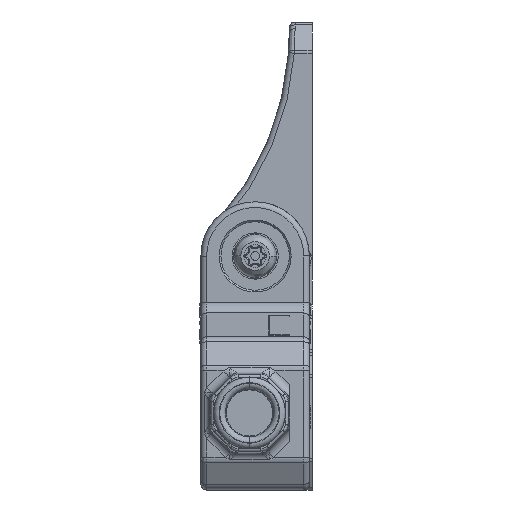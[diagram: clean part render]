
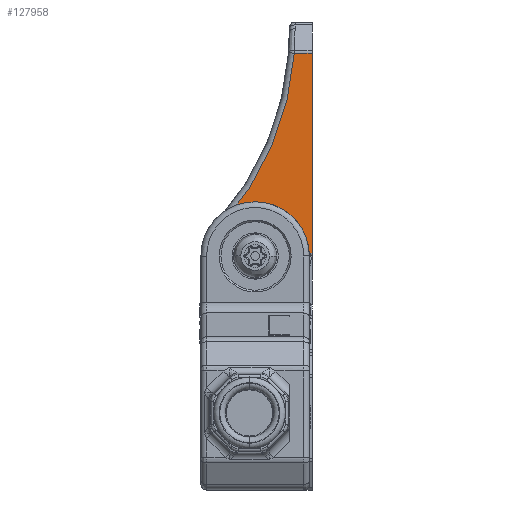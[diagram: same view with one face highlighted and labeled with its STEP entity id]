
A CAD part, left-side view. The second image highlights one B-rep face of the part: STEP entity #127958.
In plain terms, the highlighted planar face has unit normal (-1, 0, 0).
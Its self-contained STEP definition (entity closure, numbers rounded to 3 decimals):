
#123725=CARTESIAN_POINT('',(-31.5,-7.96,
-0.8));
#123726=CARTESIAN_POINT('',(-31.5,-7.985,
-0.76));
#123727=CARTESIAN_POINT('',(-31.5,-8.039,
-0.675));
#123728=CARTESIAN_POINT('',(-31.5,-8.124,
-0.543));
#123729=CARTESIAN_POINT('',(-31.5,-8.223,
-0.397));
#123730=CARTESIAN_POINT('',(-31.5,-8.341,
-0.239));
#123731=CARTESIAN_POINT('',(-31.5,-8.487,
-0.067));
#123732=CARTESIAN_POINT('',(-31.5,-8.673,
0.112));
#123733=CARTESIAN_POINT('',(-31.5,-8.913,
0.288));
#123734=CARTESIAN_POINT('',(-31.5,-9.22,
0.434));
#123735=CARTESIAN_POINT('',(-31.5,-9.495,
0.493));
#123736=CARTESIAN_POINT('',(-31.5,-9.658,
0.5));
#123737=CARTESIAN_POINT('',(-31.5,-9.696,
0.5));
#123739=CARTESIAN_POINT('',(-31.5,0.,0.));
#123740=DIRECTION('',(1.,0.,0.));
#123741=DIRECTION('',(0.,0.,1.));
#123742=AXIS2_PLACEMENT_3D('',#123739,#123740,#123741);
#123744=CARTESIAN_POINT('',(-31.5,0.,0.));
#123745=DIRECTION('',(-1.,0.,0.));
#123746=DIRECTION('',(0.,0.,1.));
#123747=AXIS2_PLACEMENT_3D('',#123744,#123745,#123746);
#123749=CARTESIAN_POINT('',(-31.5,44.,39.306));
#123750=DIRECTION('',(1.,0.,0.));
#123751=DIRECTION('',(0.,-0.997,-0.074));
#123752=AXIS2_PLACEMENT_3D('',#123749,#123750,#123751);
#123754=DIRECTION('',(0.,0.,-1.));
#123755=VECTOR('',#123754,35.036);
#123756=CARTESIAN_POINT('',(-31.5,-10.,35.536));
#123757=LINE('',#123756,#123755);
#123888=DIRECTION('',(0.,-1.,
0.));
#123889=VECTOR('',#123888,3.14);
#123890=CARTESIAN_POINT('',(-31.5,-6.86,
35.536));
#123891=LINE('',#123890,#123889);
#125805=DIRECTION('',(0.,1.,0.));
#125806=VECTOR('',#125805,0.304);
#125807=CARTESIAN_POINT('',(-31.5,-10.,0.5));
#125808=LINE('',#125807,#125806);
#126659=CARTESIAN_POINT('',(-31.5,0.,8.));
#126660=VERTEX_POINT('',#126659);
#126661=CARTESIAN_POINT('',(-31.5,-7.96,-0.8));
#126662=VERTEX_POINT('',#126661);
#126666=CARTESIAN_POINT('',(-31.5,5.966,5.33));
#126668=VERTEX_POINT('',#126666);
#126672=VERTEX_POINT('',#123737);
#126673=CARTESIAN_POINT('',(-31.5,-10.,35.536));
#126674=CARTESIAN_POINT('',(-31.5,-10.,0.5));
#126675=VERTEX_POINT('',#126673);
#126676=VERTEX_POINT('',#126674);
#126677=CARTESIAN_POINT('',(-31.5,-6.86,35.536));
#126678=VERTEX_POINT('',#126677);
#127940=CARTESIAN_POINT('',(-31.5,-10.8,0.));
#127941=DIRECTION('',(-1.,0.,0.));
#127942=DIRECTION('',(0.,0.,1.));
#127943=AXIS2_PLACEMENT_3D('',#127940,#127941,#127942);
#127944=PLANE('',#127943);
#127946=ORIENTED_EDGE('',*,*,#127945,.T.);
#127948=ORIENTED_EDGE('',*,*,#127947,.T.);
#127949=ORIENTED_EDGE('',*,*,#127932,.F.);
#127950=ORIENTED_EDGE('',*,*,#127761,.F.);
#127951=ORIENTED_EDGE('',*,*,#127792,.T.);
#127953=ORIENTED_EDGE('',*,*,#127952,.F.);
#127955=ORIENTED_EDGE('',*,*,#127954,.T.);
#127956=EDGE_LOOP('',(#127946,#127948,#127949,#127950,#127951,#127953,#127955));
#127957=FACE_OUTER_BOUND('',#127956,.F.);
#127958=ADVANCED_FACE('',(#127957),#127944,.T.);
#123738=B_SPLINE_CURVE_WITH_KNOTS('',3,(#123725,#123726,#123727,#123728,#123729,
#123730,#123731,#123732,#123733,#123734,#123735,#123736,#123737),.UNSPECIFIED.,
.F.,.F.,(4,1,1,1,1,1,1,1,1,1,4),(0.,0.069,0.145,
0.227,0.318,0.419,0.531,
0.656,0.799,0.954,1.),.UNSPECIFIED.);
#123743=CIRCLE('',#123742,8.);
#123748=CIRCLE('',#123747,8.);
#123753=CIRCLE('',#123752,51.);
#127761=EDGE_CURVE('',#126660,#126662,#123743,.T.);
#127792=EDGE_CURVE('',#126660,#126668,#123748,.T.);
#127932=EDGE_CURVE('',#126662,#126672,#123738,.T.);
#127945=EDGE_CURVE('',#126675,#126676,#123757,.T.);
#127947=EDGE_CURVE('',#126676,#126672,#125808,.T.);
#127952=EDGE_CURVE('',#126678,#126668,#123753,.T.);
#127954=EDGE_CURVE('',#126678,#126675,#123891,.T.);
